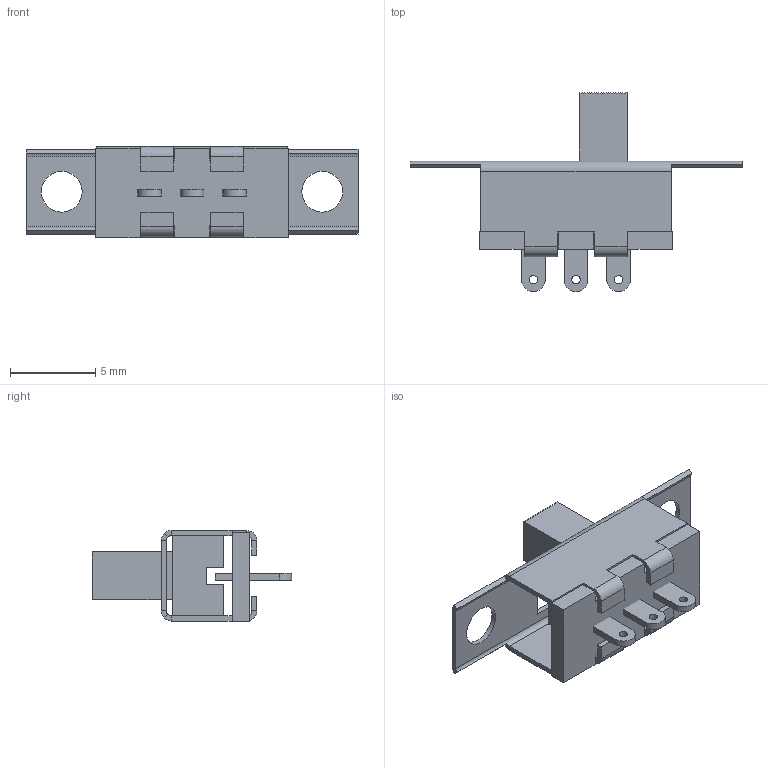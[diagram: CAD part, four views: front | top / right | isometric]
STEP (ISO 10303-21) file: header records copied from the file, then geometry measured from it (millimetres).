
FILE_DESCRIPTION(/* description */ (''),/* implementation_level */ '2;1');
FILE_NAME(/* name */ 'SlideSwitch.step',/* time_stamp */ '2019-10-04T07:57:46+02:00',/* author */ (''),/* organization */ (''),/* preprocessor_version */ 'ST-DEVELOPER v18',/* originating_system */ 'Autodesk Translation Framework v8.6.0.1094',/* authorisation */ '');
FILE_SCHEMA (('AUTOMOTIVE_DESIGN { 1 0 10303 214 3 1 1 }'));
Length unit declared in the file: millimetre
Products named in the file (4): (Unsaved); PCB; Pins; Actuator
Assembly tree (5 placements, depth 3):
  (Unsaved)
    PCB
      Pins  x2
    Pins
    Actuator
Bounding box: 19.5 x 11.7 x 5.35 mm (x, y, z)
Volume: 261.3 mm3; surface area: 805.9 mm2
Topology: 6 solids, 6 shells, 181 faces, 456 edges, 288 vertices
Faces by surface type: plane 161, cylinder 20
Full cylindrical faces by diameter (mm): 0.5 x3, 2.4 x2
Entity records: 5094 total; most frequent: CARTESIAN_POINT 871, ORIENTED_EDGE 852, DIRECTION 820, EDGE_CURVE 426, LINE 386, VECTOR 386, VERTEX_POINT 268, AXIS2_PLACEMENT_3D 217
